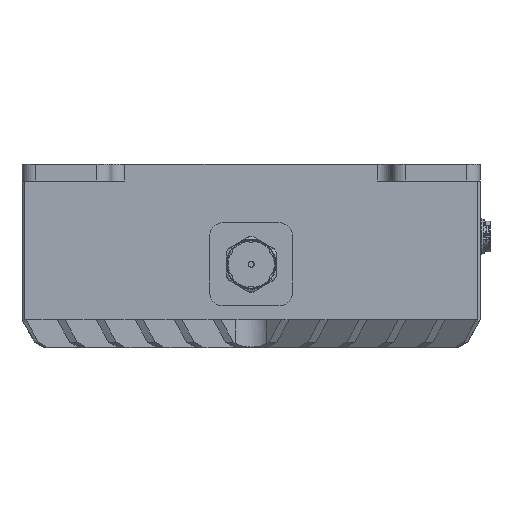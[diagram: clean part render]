
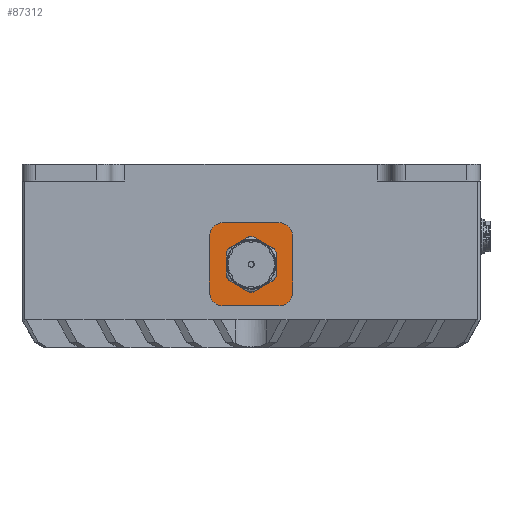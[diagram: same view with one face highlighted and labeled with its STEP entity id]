
A CAD part, left-side view. The second image highlights one B-rep face of the part: STEP entity #87312.
In plain terms, the highlighted planar face has unit normal (-1, 0, 0).
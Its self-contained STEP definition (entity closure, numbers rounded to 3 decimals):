
#1901=FACE_BOUND('',#10051,.T.);
#3549=PLANE('',#92121);
#6055=FACE_OUTER_BOUND('',#10050,.T.);
#10050=EDGE_LOOP('',(#64689,#64690,#64691,#64692,#64693,#64694,#64695,#64696));
#10051=EDGE_LOOP('',(#64697,#64698,#64699,#64700,#64701,#64702,#64703,#64704,
#64705,#64706,#64707,#64708));
#13738=CIRCLE('',#91445,10.);
#13741=CIRCLE('',#91456,10.);
#13743=CIRCLE('',#91459,10.);
#13744=CIRCLE('',#91461,10.);
#13746=CIRCLE('',#91464,10.);
#13748=CIRCLE('',#91467,10.);
#13970=CIRCLE('',#92122,5.);
#13971=CIRCLE('',#92123,5.);
#13972=CIRCLE('',#92124,5.);
#13973=CIRCLE('',#92125,5.);
#19194=LINE('',#132481,#27109);
#19197=LINE('',#132487,#27112);
#19200=LINE('',#132539,#27115);
#19203=LINE('',#132560,#27118);
#19204=LINE('',#132592,#27119);
#19207=LINE('',#132644,#27122);
#20091=LINE('',#135095,#28006);
#20092=LINE('',#135099,#28007);
#20093=LINE('',#135103,#28008);
#20094=LINE('',#135106,#28009);
#27109=VECTOR('',#101528,10.);
#27112=VECTOR('',#101533,10.);
#27115=VECTOR('',#101538,10.);
#27118=VECTOR('',#101543,10.);
#27119=VECTOR('',#101546,10.);
#27122=VECTOR('',#101551,10.);
#28006=VECTOR('',#103773,10.);
#28007=VECTOR('',#103776,10.);
#28008=VECTOR('',#103779,10.);
#28009=VECTOR('',#103782,10.);
#35579=VERTEX_POINT('',#132453);
#35580=VERTEX_POINT('',#132454);
#35584=VERTEX_POINT('',#132478);
#35585=VERTEX_POINT('',#132480);
#35586=VERTEX_POINT('',#132484);
#35587=VERTEX_POINT('',#132486);
#35592=VERTEX_POINT('',#132536);
#35593=VERTEX_POINT('',#132538);
#35596=VERTEX_POINT('',#132558);
#35598=VERTEX_POINT('',#132591);
#35603=VERTEX_POINT('',#132641);
#35604=VERTEX_POINT('',#132643);
#36318=VERTEX_POINT('',#135091);
#36319=VERTEX_POINT('',#135092);
#36320=VERTEX_POINT('',#135094);
#36321=VERTEX_POINT('',#135096);
#36322=VERTEX_POINT('',#135098);
#36323=VERTEX_POINT('',#135100);
#36324=VERTEX_POINT('',#135102);
#36325=VERTEX_POINT('',#135104);
#47016=EDGE_CURVE('',#35579,#35580,#13738,.T.);
#47022=EDGE_CURVE('',#35585,#35584,#19194,.T.);
#47025=EDGE_CURVE('',#35587,#35586,#19197,.T.);
#47031=EDGE_CURVE('',#35593,#35592,#19200,.T.);
#47035=EDGE_CURVE('',#35580,#35596,#19203,.T.);
#47038=EDGE_CURVE('',#35598,#35579,#19204,.T.);
#47044=EDGE_CURVE('',#35604,#35603,#19207,.T.);
#47047=EDGE_CURVE('',#35596,#35593,#13741,.T.);
#47049=EDGE_CURVE('',#35592,#35587,#13743,.T.);
#47050=EDGE_CURVE('',#35586,#35585,#13744,.T.);
#47052=EDGE_CURVE('',#35584,#35604,#13746,.T.);
#47054=EDGE_CURVE('',#35603,#35598,#13748,.T.);
#48183=EDGE_CURVE('',#36318,#36319,#13970,.T.);
#48184=EDGE_CURVE('',#36319,#36320,#20091,.T.);
#48185=EDGE_CURVE('',#36320,#36321,#13971,.T.);
#48186=EDGE_CURVE('',#36321,#36322,#20092,.T.);
#48187=EDGE_CURVE('',#36322,#36323,#13972,.T.);
#48188=EDGE_CURVE('',#36323,#36324,#20093,.T.);
#48189=EDGE_CURVE('',#36324,#36325,#13973,.T.);
#48190=EDGE_CURVE('',#36325,#36318,#20094,.T.);
#64689=ORIENTED_EDGE('',*,*,#48183,.T.);
#64690=ORIENTED_EDGE('',*,*,#48184,.T.);
#64691=ORIENTED_EDGE('',*,*,#48185,.T.);
#64692=ORIENTED_EDGE('',*,*,#48186,.T.);
#64693=ORIENTED_EDGE('',*,*,#48187,.T.);
#64694=ORIENTED_EDGE('',*,*,#48188,.T.);
#64695=ORIENTED_EDGE('',*,*,#48189,.T.);
#64696=ORIENTED_EDGE('',*,*,#48190,.T.);
#64697=ORIENTED_EDGE('',*,*,#47044,.T.);
#64698=ORIENTED_EDGE('',*,*,#47054,.T.);
#64699=ORIENTED_EDGE('',*,*,#47038,.T.);
#64700=ORIENTED_EDGE('',*,*,#47016,.T.);
#64701=ORIENTED_EDGE('',*,*,#47035,.T.);
#64702=ORIENTED_EDGE('',*,*,#47047,.T.);
#64703=ORIENTED_EDGE('',*,*,#47031,.T.);
#64704=ORIENTED_EDGE('',*,*,#47049,.T.);
#64705=ORIENTED_EDGE('',*,*,#47025,.T.);
#64706=ORIENTED_EDGE('',*,*,#47050,.T.);
#64707=ORIENTED_EDGE('',*,*,#47022,.T.);
#64708=ORIENTED_EDGE('',*,*,#47052,.T.);
#87312=ADVANCED_FACE('',(#6055,#1901),#3549,.F.);
#91445=AXIS2_PLACEMENT_3D('',#132455,#101517,#101518);
#91456=AXIS2_PLACEMENT_3D('',#132648,#101557,#101558);
#91459=AXIS2_PLACEMENT_3D('',#132651,#101563,#101564);
#91461=AXIS2_PLACEMENT_3D('',#132653,#101567,#101568);
#91464=AXIS2_PLACEMENT_3D('',#132656,#101573,#101574);
#91467=AXIS2_PLACEMENT_3D('',#132659,#101579,#101580);
#92121=AXIS2_PLACEMENT_3D('',#135090,#103769,#103770);
#92122=AXIS2_PLACEMENT_3D('',#135093,#103771,#103772);
#92123=AXIS2_PLACEMENT_3D('',#135097,#103774,#103775);
#92124=AXIS2_PLACEMENT_3D('',#135101,#103777,#103778);
#92125=AXIS2_PLACEMENT_3D('',#135105,#103780,#103781);
#101517=DIRECTION('center_axis',(1.,0.,0.));
#101518=DIRECTION('ref_axis',(0.,0.,
1.));
#101528=DIRECTION('',(0.,0.866,0.5));
#101533=DIRECTION('',(0.,0.866,-0.5));
#101538=DIRECTION('',(0.,0.,-1.));
#101543=DIRECTION('',(0.,-0.866,-0.5));
#101546=DIRECTION('',(0.,-0.866,0.5));
#101551=DIRECTION('',(0.,0.,1.));
#101557=DIRECTION('center_axis',(1.,0.,0.));
#101558=DIRECTION('ref_axis',(0.,0.,
1.));
#101563=DIRECTION('center_axis',(1.,0.,0.));
#101564=DIRECTION('ref_axis',(0.,0.,
1.));
#101567=DIRECTION('center_axis',(1.,0.,0.));
#101568=DIRECTION('ref_axis',(0.,0.,
1.));
#101573=DIRECTION('center_axis',(1.,0.,0.));
#101574=DIRECTION('ref_axis',(0.,0.,
1.));
#101579=DIRECTION('center_axis',(1.,0.,0.));
#101580=DIRECTION('ref_axis',(0.,0.,
1.));
#103769=DIRECTION('center_axis',(1.,0.,0.));
#103770=DIRECTION('ref_axis',(0.,0.,-1.));
#103771=DIRECTION('center_axis',(-1.,0.,0.));
#103772=DIRECTION('ref_axis',(0.,0.707,-0.707));
#103773=DIRECTION('',(0.,-1.,0.));
#103774=DIRECTION('center_axis',(-1.,0.,0.));
#103775=DIRECTION('ref_axis',(0.,-0.707,-0.707));
#103776=DIRECTION('',(0.,0.,1.));
#103777=DIRECTION('center_axis',(-1.,0.,0.));
#103778=DIRECTION('ref_axis',(0.,-0.707,0.707));
#103779=DIRECTION('',(0.,1.,0.));
#103780=DIRECTION('center_axis',(-1.,0.,0.));
#103781=DIRECTION('ref_axis',(0.,0.707,0.707));
#103782=DIRECTION('',(0.,0.,-1.));
#132453=CARTESIAN_POINT('',(-91.5,0.725,29.974));
#132454=CARTESIAN_POINT('',(-91.5,-0.725,29.974));
#132455=CARTESIAN_POINT('Origin',(-91.5,0.,20.));
#132478=CARTESIAN_POINT('',(-91.5,8.275,14.385));
#132480=CARTESIAN_POINT('',(-91.5,0.725,10.026));
#132481=CARTESIAN_POINT('',(-91.5,6.75,13.505));
#132484=CARTESIAN_POINT('',(-91.5,-0.725,10.026));
#132486=CARTESIAN_POINT('',(-91.5,-8.275,14.385));
#132487=CARTESIAN_POINT('',(-91.5,-2.25,10.907));
#132536=CARTESIAN_POINT('',(-91.5,-9.,15.641));
#132538=CARTESIAN_POINT('',(-91.5,-9.,24.359));
#132539=CARTESIAN_POINT('',(-91.5,-9.,17.402));
#132558=CARTESIAN_POINT('',(-91.5,-8.275,25.615));
#132560=CARTESIAN_POINT('',(-91.5,-6.75,26.495));
#132591=CARTESIAN_POINT('',(-91.5,8.275,25.615));
#132592=CARTESIAN_POINT('',(-91.5,2.25,29.093));
#132641=CARTESIAN_POINT('',(-91.5,9.,24.359));
#132643=CARTESIAN_POINT('',(-91.5,9.,15.641));
#132644=CARTESIAN_POINT('',(-91.5,9.,22.598));
#132648=CARTESIAN_POINT('Origin',(-91.5,0.,20.));
#132651=CARTESIAN_POINT('Origin',(-91.5,0.,20.));
#132653=CARTESIAN_POINT('Origin',(-91.5,0.,20.));
#132656=CARTESIAN_POINT('Origin',(-91.5,0.,20.));
#132659=CARTESIAN_POINT('Origin',(-91.5,0.,20.));
#135090=CARTESIAN_POINT('Origin',(-91.5,0.,20.));
#135091=CARTESIAN_POINT('',(-91.5,15.,10.));
#135092=CARTESIAN_POINT('',(-91.5,10.,5.));
#135093=CARTESIAN_POINT('Origin',(-91.5,10.,10.));
#135094=CARTESIAN_POINT('',(-91.5,-10.,5.));
#135095=CARTESIAN_POINT('',(-91.5,-15.,5.));
#135096=CARTESIAN_POINT('',(-91.5,-15.,10.));
#135097=CARTESIAN_POINT('Origin',(-91.5,-10.,10.));
#135098=CARTESIAN_POINT('',(-91.5,-15.,30.));
#135099=CARTESIAN_POINT('',(-91.5,-15.,35.));
#135100=CARTESIAN_POINT('',(-91.5,-10.,35.));
#135101=CARTESIAN_POINT('Origin',(-91.5,-10.,30.));
#135102=CARTESIAN_POINT('',(-91.5,10.,35.));
#135103=CARTESIAN_POINT('',(-91.5,15.,35.));
#135104=CARTESIAN_POINT('',(-91.5,15.,30.));
#135105=CARTESIAN_POINT('Origin',(-91.5,10.,30.));
#135106=CARTESIAN_POINT('',(-91.5,15.,5.));
